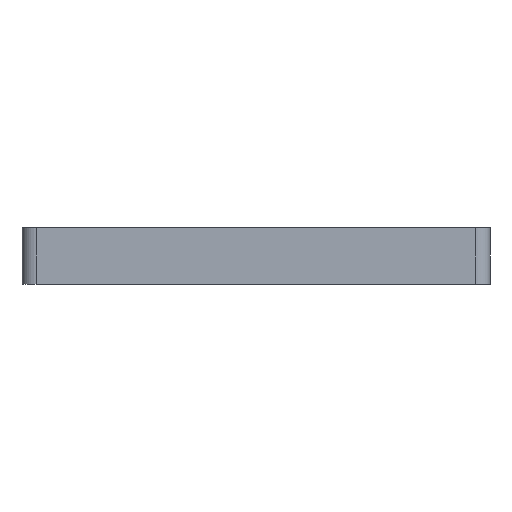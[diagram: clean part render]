
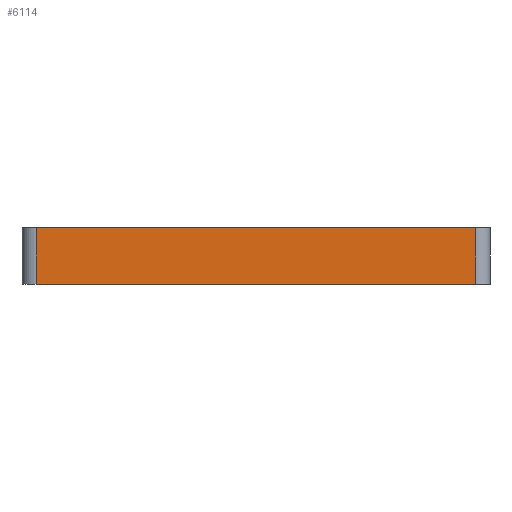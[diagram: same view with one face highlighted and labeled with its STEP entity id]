
A CAD part, left-side view. The second image highlights one B-rep face of the part: STEP entity #6114.
In plain terms, the highlighted planar face has unit normal (-1, 0, 0).
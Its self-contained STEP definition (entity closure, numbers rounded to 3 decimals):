
#645 = CARTESIAN_POINT ( 'NONE',  ( -50., -47., 12. ) ) ;
#1941 = EDGE_CURVE ( 'NONE', #9365, #10953, #9722, .T. ) ;
#2131 = AXIS2_PLACEMENT_3D ( 'NONE', #10556, #12520, #6702 ) ;
#2209 = CARTESIAN_POINT ( 'NONE',  ( -50., 47., 12. ) ) ;
#2671 = EDGE_CURVE ( 'NONE', #11493, #9365, #3949, .T. ) ;
#2908 = CARTESIAN_POINT ( 'NONE',  ( -50., 47., 0. ) ) ;
#3438 = ORIENTED_EDGE ( 'NONE', *, *, #2671, .T. ) ;
#3949 = B_SPLINE_CURVE_WITH_KNOTS ( 'NONE', 1,
 ( #9008, #2209 ),
 .UNSPECIFIED., .F., .F.,
 ( 2, 2 ),
 ( 0., 1. ),
 .UNSPECIFIED. ) ;
#4638 = VERTEX_POINT ( 'NONE', #6066 ) ;
#6066 = CARTESIAN_POINT ( 'NONE',  ( -50., -47., 0. ) ) ;
#6114 = ADVANCED_FACE ( 'NONE', ( #10814 ), #11551, .T. ) ;
#6238 = ORIENTED_EDGE ( 'NONE', *, *, #7720, .T. ) ;
#6571 = CARTESIAN_POINT ( 'NONE',  ( -50., 47., 0. ) ) ;
#6702 = DIRECTION ( 'NONE',  ( 0., 0., 1. ) ) ;
#7005 = CARTESIAN_POINT ( 'NONE',  ( -50., 47., 12. ) ) ;
#7230 = ORIENTED_EDGE ( 'NONE', *, *, #1941, .T. ) ;
#7720 = EDGE_CURVE ( 'NONE', #10953, #4638, #8946, .T. ) ;
#8738 = CARTESIAN_POINT ( 'NONE',  ( -50., -47., 0. ) ) ;
#8946 = B_SPLINE_CURVE_WITH_KNOTS ( 'NONE', 1,
 ( #2908, #8738 ),
 .UNSPECIFIED., .F., .F.,
 ( 2, 2 ),
 ( 0., 1. ),
 .UNSPECIFIED. ) ;
#9008 = CARTESIAN_POINT ( 'NONE',  ( -50., -47., 12. ) ) ;
#9147 = CARTESIAN_POINT ( 'NONE',  ( -50., 47., 12. ) ) ;
#9222 = CARTESIAN_POINT ( 'NONE',  ( -50., -47., 12. ) ) ;
#9365 = VERTEX_POINT ( 'NONE', #9147 ) ;
#9722 = B_SPLINE_CURVE_WITH_KNOTS ( 'NONE', 1,
 ( #7005, #10862 ),
 .UNSPECIFIED., .F., .F.,
 ( 2, 2 ),
 ( 0., 1. ),
 .UNSPECIFIED. ) ;
#10424 = B_SPLINE_CURVE_WITH_KNOTS ( 'NONE', 1,
 ( #12305, #645 ),
 .UNSPECIFIED., .F., .F.,
 ( 2, 2 ),
 ( 0., 1. ),
 .UNSPECIFIED. ) ;
#10556 = CARTESIAN_POINT ( 'NONE',  ( -50., -47., 0. ) ) ;
#10619 = EDGE_LOOP ( 'NONE', ( #11085, #3438, #7230, #6238 ) ) ;
#10814 = FACE_OUTER_BOUND ( 'NONE', #10619, .T. ) ;
#10817 = EDGE_CURVE ( 'NONE', #4638, #11493, #10424, .T. ) ;
#10862 = CARTESIAN_POINT ( 'NONE',  ( -50., 47., 0. ) ) ;
#10953 = VERTEX_POINT ( 'NONE', #6571 ) ;
#11085 = ORIENTED_EDGE ( 'NONE', *, *, #10817, .T. ) ;
#11493 = VERTEX_POINT ( 'NONE', #9222 ) ;
#11551 = PLANE ( 'NONE',  #2131 ) ;
#12305 = CARTESIAN_POINT ( 'NONE',  ( -50., -47., 0. ) ) ;
#12520 = DIRECTION ( 'NONE',  ( -1., 0., 0. ) ) ;
